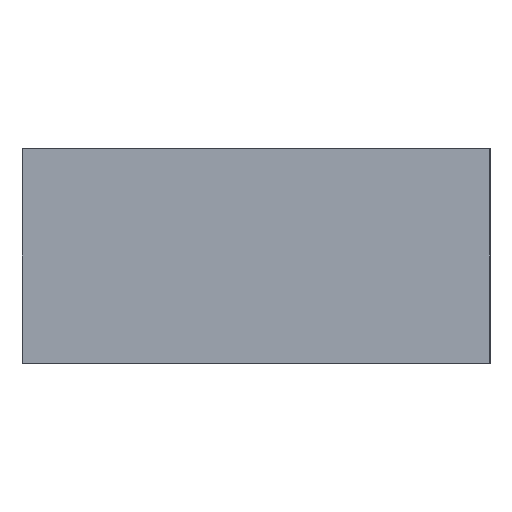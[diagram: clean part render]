
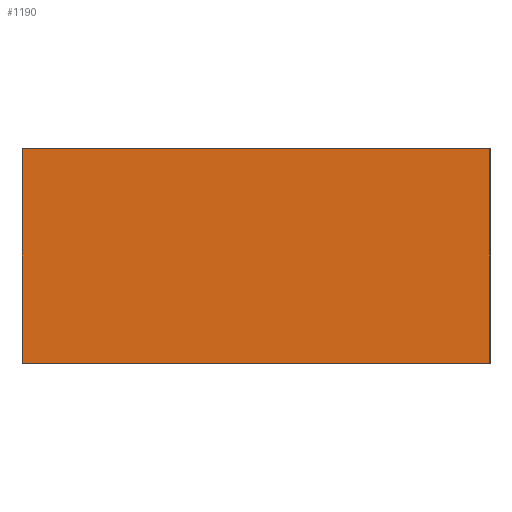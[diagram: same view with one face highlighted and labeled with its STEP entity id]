
A CAD part, left-side view. The second image highlights one B-rep face of the part: STEP entity #1190.
In plain terms, the highlighted planar face has unit normal (-1, 0, 0).
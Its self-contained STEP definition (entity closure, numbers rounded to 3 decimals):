
#44 = PLANE('',#45);
#45 = AXIS2_PLACEMENT_3D('',#46,#47,#48);
#46 = CARTESIAN_POINT('',(-1.,0.6,0.));
#47 = DIRECTION('',(0.,1.,0.));
#48 = DIRECTION('',(1.,0.,0.));
#290 = VERTEX_POINT('',#291);
#291 = CARTESIAN_POINT('',(-1.,0.6,0.));
#307 = PLANE('',#308);
#308 = AXIS2_PLACEMENT_3D('',#309,#310,#311);
#309 = CARTESIAN_POINT('',(-0.825,0.,0.));
#310 = DIRECTION('',(-0.,-0.,-1.));
#311 = DIRECTION('',(-1.,0.,0.));
#319 = EDGE_CURVE('',#290,#320,#322,.T.);
#320 = VERTEX_POINT('',#321);
#321 = CARTESIAN_POINT('',(-1.,0.6,0.55));
#322 = SURFACE_CURVE('',#323,(#327,#334),.PCURVE_S1.);
#323 = LINE('',#324,#325);
#324 = CARTESIAN_POINT('',(-1.,0.6,0.));
#325 = VECTOR('',#326,1.);
#326 = DIRECTION('',(0.,0.,1.));
#327 = PCURVE('',#44,#328);
#328 = DEFINITIONAL_REPRESENTATION('',(#329),#333);
#329 = LINE('',#330,#331);
#330 = CARTESIAN_POINT('',(0.,0.));
#331 = VECTOR('',#332,1.);
#332 = DIRECTION('',(0.,-1.));
#333 = ( GEOMETRIC_REPRESENTATION_CONTEXT(2) 
PARAMETRIC_REPRESENTATION_CONTEXT() REPRESENTATION_CONTEXT('2D SPACE',''
  ) );
#334 = PCURVE('',#335,#340);
#335 = PLANE('',#336);
#336 = AXIS2_PLACEMENT_3D('',#337,#338,#339);
#337 = CARTESIAN_POINT('',(-1.,-0.6,0.));
#338 = DIRECTION('',(-1.,0.,0.));
#339 = DIRECTION('',(0.,1.,0.));
#340 = DEFINITIONAL_REPRESENTATION('',(#341),#345);
#341 = LINE('',#342,#343);
#342 = CARTESIAN_POINT('',(1.2,0.));
#343 = VECTOR('',#344,1.);
#344 = DIRECTION('',(0.,-1.));
#345 = ( GEOMETRIC_REPRESENTATION_CONTEXT(2) 
PARAMETRIC_REPRESENTATION_CONTEXT() REPRESENTATION_CONTEXT('2D SPACE',''
  ) );
#363 = PLANE('',#364);
#364 = AXIS2_PLACEMENT_3D('',#365,#366,#367);
#365 = CARTESIAN_POINT('',(-0.825,0.,0.55));
#366 = DIRECTION('',(-0.,-0.,-1.));
#367 = DIRECTION('',(-1.,0.,0.));
#916 = VERTEX_POINT('',#917);
#917 = CARTESIAN_POINT('',(-1.,-0.6,0.));
#931 = PLANE('',#932);
#932 = AXIS2_PLACEMENT_3D('',#933,#934,#935);
#933 = CARTESIAN_POINT('',(-0.65,-0.6,0.));
#934 = DIRECTION('',(0.,-1.,0.));
#935 = DIRECTION('',(-1.,0.,0.));
#943 = EDGE_CURVE('',#916,#290,#944,.T.);
#944 = SURFACE_CURVE('',#945,(#949,#956),.PCURVE_S1.);
#945 = LINE('',#946,#947);
#946 = CARTESIAN_POINT('',(-1.,-0.6,0.));
#947 = VECTOR('',#948,1.);
#948 = DIRECTION('',(0.,1.,0.));
#949 = PCURVE('',#307,#950);
#950 = DEFINITIONAL_REPRESENTATION('',(#951),#955);
#951 = LINE('',#952,#953);
#952 = CARTESIAN_POINT('',(0.175,-0.6));
#953 = VECTOR('',#954,1.);
#954 = DIRECTION('',(0.,1.));
#955 = ( GEOMETRIC_REPRESENTATION_CONTEXT(2) 
PARAMETRIC_REPRESENTATION_CONTEXT() REPRESENTATION_CONTEXT('2D SPACE',''
  ) );
#956 = PCURVE('',#335,#957);
#957 = DEFINITIONAL_REPRESENTATION('',(#958),#962);
#958 = LINE('',#959,#960);
#959 = CARTESIAN_POINT('',(0.,0.));
#960 = VECTOR('',#961,1.);
#961 = DIRECTION('',(1.,0.));
#962 = ( GEOMETRIC_REPRESENTATION_CONTEXT(2) 
PARAMETRIC_REPRESENTATION_CONTEXT() REPRESENTATION_CONTEXT('2D SPACE',''
  ) );
#1043 = EDGE_CURVE('',#1044,#320,#1046,.T.);
#1044 = VERTEX_POINT('',#1045);
#1045 = CARTESIAN_POINT('',(-1.,-0.6,0.55));
#1046 = SURFACE_CURVE('',#1047,(#1051,#1058),.PCURVE_S1.);
#1047 = LINE('',#1048,#1049);
#1048 = CARTESIAN_POINT('',(-1.,-0.6,0.55));
#1049 = VECTOR('',#1050,1.);
#1050 = DIRECTION('',(0.,1.,0.));
#1051 = PCURVE('',#363,#1052);
#1052 = DEFINITIONAL_REPRESENTATION('',(#1053),#1057);
#1053 = LINE('',#1054,#1055);
#1054 = CARTESIAN_POINT('',(0.175,-0.6));
#1055 = VECTOR('',#1056,1.);
#1056 = DIRECTION('',(0.,1.));
#1057 = ( GEOMETRIC_REPRESENTATION_CONTEXT(2) 
PARAMETRIC_REPRESENTATION_CONTEXT() REPRESENTATION_CONTEXT('2D SPACE',''
  ) );
#1058 = PCURVE('',#335,#1059);
#1059 = DEFINITIONAL_REPRESENTATION('',(#1060),#1064);
#1060 = LINE('',#1061,#1062);
#1061 = CARTESIAN_POINT('',(0.,-0.55));
#1062 = VECTOR('',#1063,1.);
#1063 = DIRECTION('',(1.,0.));
#1064 = ( GEOMETRIC_REPRESENTATION_CONTEXT(2) 
PARAMETRIC_REPRESENTATION_CONTEXT() REPRESENTATION_CONTEXT('2D SPACE',''
  ) );
#1190 = ADVANCED_FACE('',(#1191),#335,.T.);
#1191 = FACE_BOUND('',#1192,.T.);
#1192 = EDGE_LOOP('',(#1193,#1214,#1215,#1216));
#1193 = ORIENTED_EDGE('',*,*,#1194,.T.);
#1194 = EDGE_CURVE('',#916,#1044,#1195,.T.);
#1195 = SURFACE_CURVE('',#1196,(#1200,#1207),.PCURVE_S1.);
#1196 = LINE('',#1197,#1198);
#1197 = CARTESIAN_POINT('',(-1.,-0.6,0.));
#1198 = VECTOR('',#1199,1.);
#1199 = DIRECTION('',(0.,0.,1.));
#1200 = PCURVE('',#335,#1201);
#1201 = DEFINITIONAL_REPRESENTATION('',(#1202),#1206);
#1202 = LINE('',#1203,#1204);
#1203 = CARTESIAN_POINT('',(0.,0.));
#1204 = VECTOR('',#1205,1.);
#1205 = DIRECTION('',(0.,-1.));
#1206 = ( GEOMETRIC_REPRESENTATION_CONTEXT(2) 
PARAMETRIC_REPRESENTATION_CONTEXT() REPRESENTATION_CONTEXT('2D SPACE',''
  ) );
#1207 = PCURVE('',#931,#1208);
#1208 = DEFINITIONAL_REPRESENTATION('',(#1209),#1213);
#1209 = LINE('',#1210,#1211);
#1210 = CARTESIAN_POINT('',(0.35,0.));
#1211 = VECTOR('',#1212,1.);
#1212 = DIRECTION('',(0.,-1.));
#1213 = ( GEOMETRIC_REPRESENTATION_CONTEXT(2) 
PARAMETRIC_REPRESENTATION_CONTEXT() REPRESENTATION_CONTEXT('2D SPACE',''
  ) );
#1214 = ORIENTED_EDGE('',*,*,#1043,.T.);
#1215 = ORIENTED_EDGE('',*,*,#319,.F.);
#1216 = ORIENTED_EDGE('',*,*,#943,.F.);
